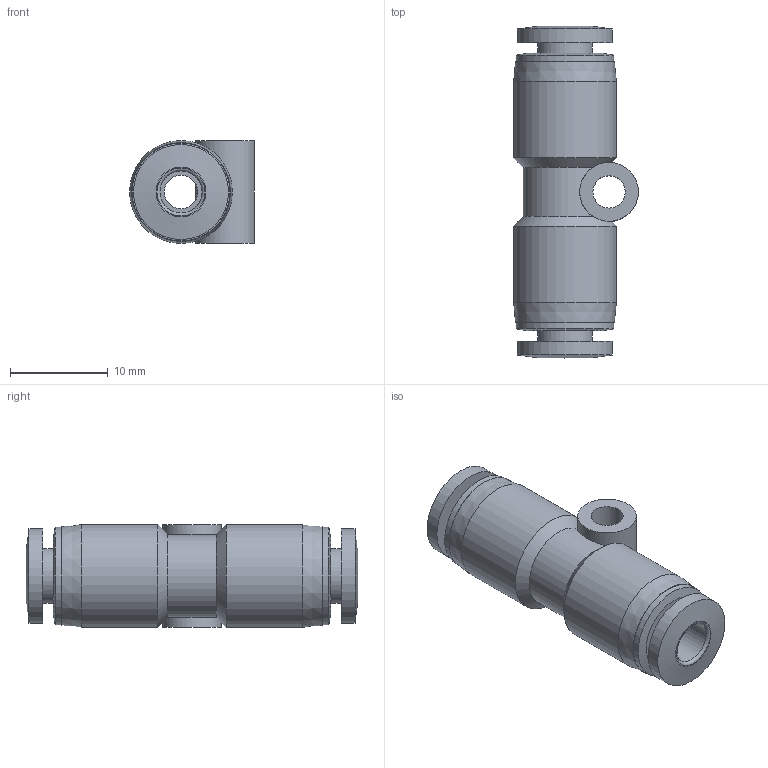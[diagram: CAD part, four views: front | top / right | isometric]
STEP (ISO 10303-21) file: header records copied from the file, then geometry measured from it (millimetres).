
FILE_DESCRIPTION((''),'2;1');
FILE_NAME('CDC Products 3D Ass''PUC04.stp','2010-08-16T09:55:17',('Microsoft'),(''),'Autodesk Inventor 2008','Autodesk Inventor 2008','');
FILE_SCHEMA(('AUTOMOTIVE_DESIGN { 1 0 10303 214 1 1 1 1 }'));
Length unit declared in the file: millimetre
Products named in the file (1): PUC04
Bounding box: 12.75 x 33.9 x 10.5 mm (x, y, z)
Volume: 2195.2 mm3; surface area: 2038.3 mm2
Topology: 1 solids, 1 shells, 37 faces, 66 edges, 41 vertices
Faces by surface type: cylinder 15, plane 12, cone 8, torus 2
Full cylindrical faces by diameter (mm): 3.3 x1, 3.4 x1, 4.3 x2, 5.6 x2, 6 x1, 9.7 x2, 10 x2, 10.5 x2
Entity records: 981 total; most frequent: CARTESIAN_POINT 304, DIRECTION 148, ORIENTED_EDGE 82, AXIS2_PLACEMENT_3D 74, EDGE_LOOP 74, EDGE_CURVE 41, VERTEX_POINT 39, FACE_OUTER_BOUND 37
